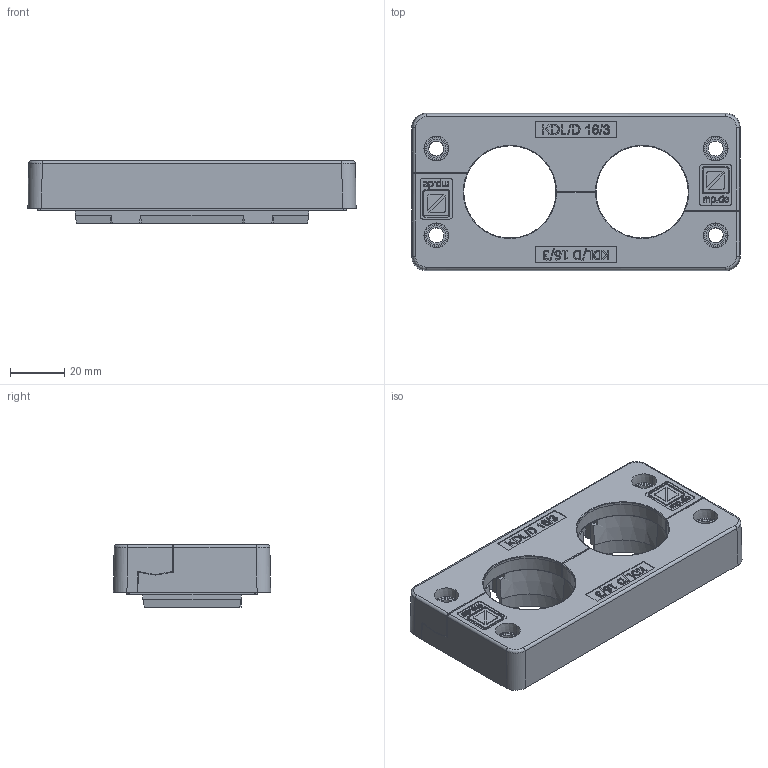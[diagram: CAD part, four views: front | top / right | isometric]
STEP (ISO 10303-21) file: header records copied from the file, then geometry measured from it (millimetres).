
FILE_DESCRIPTION (( 'STEP AP203' ), '1' );
FILE_NAME ('568318.step', '2024-10-14T13:37:13', ( '' ), ( '' ), 'SwSTEP 2.0', 'SolidWorks 2023', '' );
FILE_SCHEMA (( 'CONFIG_CONTROL_DESIGN' ));
Length unit declared in the file: inch
Products named in the file (1): 568318
Bounding box: 121 x 58 x 23 mm (x, y, z)
Volume: 82440.1 mm3; surface area: 43882.6 mm2
Topology: 3 solids, 3 shells, 1209 faces, 3134 edges, 2017 vertices
Faces by surface type: plane 576, bspline 403, cylinder 186, cone 44
Entity records: 43649 total; most frequent: CARTESIAN_POINT 16774, ORIENTED_EDGE 6256, DIRECTION 4235, EDGE_CURVE 3128, VERTEX_POINT 2017, LINE 1887, VECTOR 1887, EDGE_LOOP 1321
